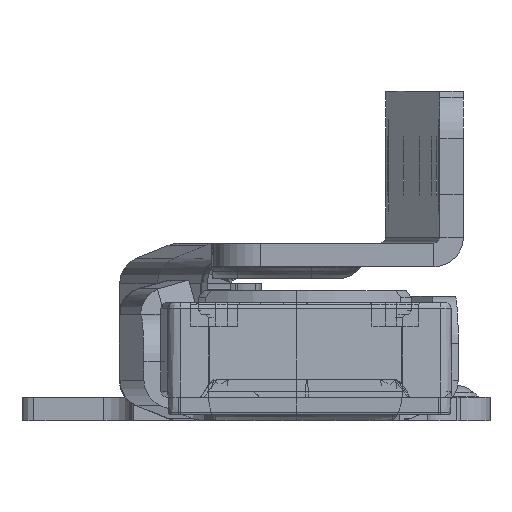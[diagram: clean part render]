
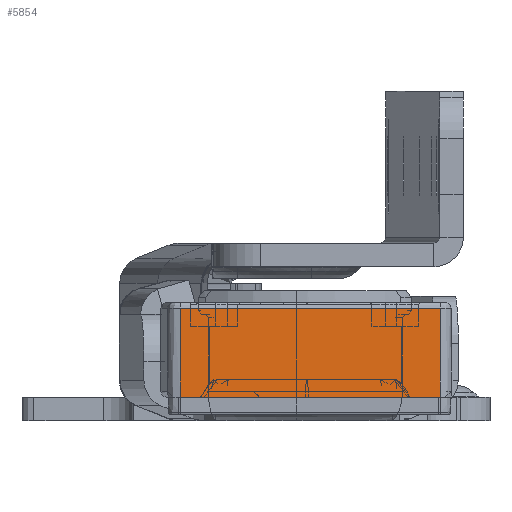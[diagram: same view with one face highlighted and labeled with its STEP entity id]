
A CAD part, left-side view. The second image highlights one B-rep face of the part: STEP entity #5854.
In plain terms, the highlighted face is planar.
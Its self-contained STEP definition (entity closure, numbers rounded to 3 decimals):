
#481 = VECTOR ( 'NONE', #11177, 1000. ) ;
#530 = EDGE_CURVE ( 'NONE', #11955, #10446, #811, .T. ) ;
#809 = VERTEX_POINT ( 'NONE', #8449 ) ;
#811 = LINE ( 'NONE', #15140, #7579 ) ;
#1476 = ORIENTED_EDGE ( 'NONE', *, *, #7875, .T. ) ;
#2207 = CARTESIAN_POINT ( 'NONE',  ( 10., -11., 8. ) ) ;
#2683 = CARTESIAN_POINT ( 'NONE',  ( 10., 11., 8. ) ) ;
#3298 = VERTEX_POINT ( 'NONE', #8033 ) ;
#3823 = CARTESIAN_POINT ( 'NONE',  ( 10., 11., 0.5 ) ) ;
#3959 = LINE ( 'NONE', #13526, #481 ) ;
#4555 = ORIENTED_EDGE ( 'NONE', *, *, #13139, .T. ) ;
#4632 = EDGE_LOOP ( 'NONE', ( #8441, #1476, #12335, #4555 ) ) ;
#5854 = ADVANCED_FACE ( 'NONE', ( #10623 ), #12973, .T. ) ;
#7229 = DIRECTION ( 'NONE',  ( 0., 0., -1. ) ) ;
#7238 = AXIS2_PLACEMENT_3D ( 'NONE', #12891, #10707, #13056 ) ;
#7579 = VECTOR ( 'NONE', #12805, 1000. ) ;
#7875 = EDGE_CURVE ( 'NONE', #809, #10446, #10593, .T. ) ;
#8033 = CARTESIAN_POINT ( 'NONE',  ( 10., -11., 8. ) ) ;
#8441 = ORIENTED_EDGE ( 'NONE', *, *, #10045, .T. ) ;
#8449 = CARTESIAN_POINT ( 'NONE',  ( 10., -11., 0.5 ) ) ;
#9170 = VECTOR ( 'NONE', #9400, 1000. ) ;
#9400 = DIRECTION ( 'NONE',  ( 0., 1., 0. ) ) ;
#10045 = EDGE_CURVE ( 'NONE', #3298, #809, #13194, .T. ) ;
#10446 = VERTEX_POINT ( 'NONE', #3823 ) ;
#10593 = LINE ( 'NONE', #15365, #9170 ) ;
#10623 = FACE_OUTER_BOUND ( 'NONE', #4632, .T. ) ;
#10707 = DIRECTION ( 'NONE',  ( 1., 0., 0. ) ) ;
#11177 = DIRECTION ( 'NONE',  ( 0., -1., 0. ) ) ;
#11955 = VERTEX_POINT ( 'NONE', #2683 ) ;
#12335 = ORIENTED_EDGE ( 'NONE', *, *, #530, .F. ) ;
#12805 = DIRECTION ( 'NONE',  ( 0., 0., -1. ) ) ;
#12891 = CARTESIAN_POINT ( 'NONE',  ( 10., 11., 8. ) ) ;
#12973 = PLANE ( 'NONE',  #7238 ) ;
#13056 = DIRECTION ( 'NONE',  ( 0., 0., -1. ) ) ;
#13139 = EDGE_CURVE ( 'NONE', #11955, #3298, #3959, .T. ) ;
#13194 = LINE ( 'NONE', #2207, #14125 ) ;
#13526 = CARTESIAN_POINT ( 'NONE',  ( 10., 11., 8. ) ) ;
#14125 = VECTOR ( 'NONE', #7229, 1000. ) ;
#15140 = CARTESIAN_POINT ( 'NONE',  ( 10., 11., 8. ) ) ;
#15365 = CARTESIAN_POINT ( 'NONE',  ( 10., 11., 0.5 ) ) ;
